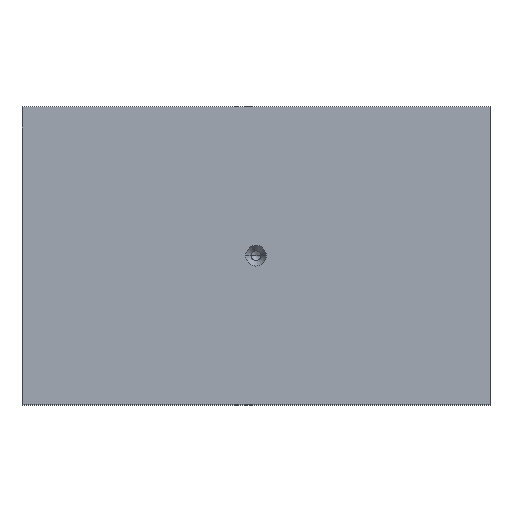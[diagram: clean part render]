
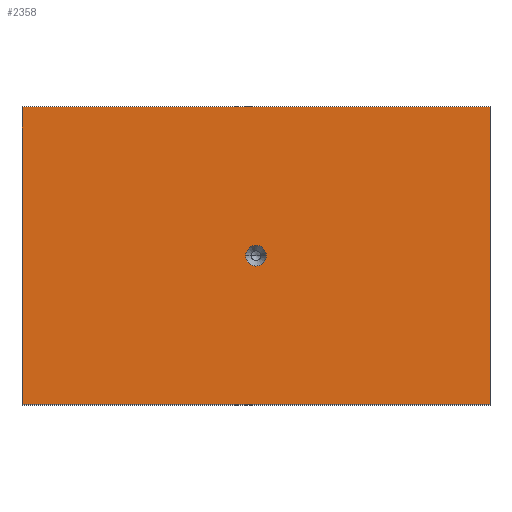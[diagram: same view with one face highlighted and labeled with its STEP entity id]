
A CAD part, top view. The second image highlights one B-rep face of the part: STEP entity #2358.
In plain terms, the highlighted planar face has unit normal (0, 0, 1).
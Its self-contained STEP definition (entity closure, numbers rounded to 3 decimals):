
#6 = CARTESIAN_POINT ( 'NONE',  ( -75.5, -48., 163. ) ) ;
#32 = DIRECTION ( 'NONE',  ( -1., 0., 0. ) ) ;
#72 = VERTEX_POINT ( 'NONE', #2214 ) ;
#161 = EDGE_CURVE ( 'NONE', #298, #72, #2388, .T. ) ;
#196 = CIRCLE ( 'NONE', #602, 3.35 ) ;
#298 = VERTEX_POINT ( 'NONE', #736 ) ;
#299 = EDGE_CURVE ( 'NONE', #3290, #1577, #458, .T. ) ;
#343 = CARTESIAN_POINT ( 'NONE',  ( -75.5, 48., 163. ) ) ;
#446 = EDGE_CURVE ( 'NONE', #3241, #1726, #3065, .T. ) ;
#458 = CIRCLE ( 'NONE', #3381, 3.35 ) ;
#462 = CARTESIAN_POINT ( 'NONE',  ( 3.35, 0., 163. ) ) ;
#476 = DIRECTION ( 'NONE',  ( 0., 0., 1. ) ) ;
#517 = ORIENTED_EDGE ( 'NONE', *, *, #446, .T. ) ;
#581 = VECTOR ( 'NONE', #32, 1000. ) ;
#602 = AXIS2_PLACEMENT_3D ( 'NONE', #1878, #2660, #2101 ) ;
#635 = DIRECTION ( 'NONE',  ( 0., -1., 0. ) ) ;
#677 = CARTESIAN_POINT ( 'NONE',  ( 75.5, -48., 163. ) ) ;
#709 = DIRECTION ( 'NONE',  ( -1., 0., 0. ) ) ;
#736 = CARTESIAN_POINT ( 'NONE',  ( 75.5, 48., 163. ) ) ;
#786 = DIRECTION ( 'NONE',  ( 1., 0., 0. ) ) ;
#849 = EDGE_LOOP ( 'NONE', ( #2526, #2237, #3448, #517 ) ) ;
#1329 = EDGE_CURVE ( 'NONE', #72, #3241, #1974, .T. ) ;
#1457 = FACE_OUTER_BOUND ( 'NONE', #849, .T. ) ;
#1577 = VERTEX_POINT ( 'NONE', #462 ) ;
#1618 = LINE ( 'NONE', #677, #3431 ) ;
#1705 = CARTESIAN_POINT ( 'NONE',  ( -75.5, -48., 163. ) ) ;
#1712 = CARTESIAN_POINT ( 'NONE',  ( 75.5, 48., 163. ) ) ;
#1726 = VERTEX_POINT ( 'NONE', #3186 ) ;
#1753 = VECTOR ( 'NONE', #786, 1000. ) ;
#1878 = CARTESIAN_POINT ( 'NONE',  ( 0., 0., 163. ) ) ;
#1974 = LINE ( 'NONE', #1705, #2299 ) ;
#2004 = PLANE ( 'NONE',  #2640 ) ;
#2101 = DIRECTION ( 'NONE',  ( 1., 0., 0. ) ) ;
#2175 = FACE_BOUND ( 'NONE', #3495, .T. ) ;
#2214 = CARTESIAN_POINT ( 'NONE',  ( -75.5, 48., 163. ) ) ;
#2237 = ORIENTED_EDGE ( 'NONE', *, *, #161, .T. ) ;
#2262 = CARTESIAN_POINT ( 'NONE',  ( -3.35, 0., 163. ) ) ;
#2291 = ORIENTED_EDGE ( 'NONE', *, *, #299, .F. ) ;
#2296 = EDGE_CURVE ( 'NONE', #1726, #298, #1618, .T. ) ;
#2299 = VECTOR ( 'NONE', #635, 1000. ) ;
#2331 = DIRECTION ( 'NONE',  ( 0., 0., -1. ) ) ;
#2353 = DIRECTION ( 'NONE',  ( 1., 0., 0. ) ) ;
#2358 = ADVANCED_FACE ( 'NONE', ( #1457, #2175 ), #2004, .F. ) ;
#2388 = LINE ( 'NONE', #343, #581 ) ;
#2526 = ORIENTED_EDGE ( 'NONE', *, *, #2296, .T. ) ;
#2619 = CARTESIAN_POINT ( 'NONE',  ( 0., 0., 163. ) ) ;
#2640 = AXIS2_PLACEMENT_3D ( 'NONE', #1712, #2331, #709 ) ;
#2660 = DIRECTION ( 'NONE',  ( 0., 0., 1. ) ) ;
#2727 = EDGE_CURVE ( 'NONE', #1577, #3290, #196, .T. ) ;
#2847 = DIRECTION ( 'NONE',  ( 0., 1., 0. ) ) ;
#2985 = CARTESIAN_POINT ( 'NONE',  ( -75.5, -48., 163. ) ) ;
#3065 = LINE ( 'NONE', #6, #1753 ) ;
#3186 = CARTESIAN_POINT ( 'NONE',  ( 75.5, -48., 163. ) ) ;
#3241 = VERTEX_POINT ( 'NONE', #2985 ) ;
#3290 = VERTEX_POINT ( 'NONE', #2262 ) ;
#3381 = AXIS2_PLACEMENT_3D ( 'NONE', #2619, #476, #2353 ) ;
#3431 = VECTOR ( 'NONE', #2847, 1000. ) ;
#3432 = ORIENTED_EDGE ( 'NONE', *, *, #2727, .F. ) ;
#3448 = ORIENTED_EDGE ( 'NONE', *, *, #1329, .T. ) ;
#3495 = EDGE_LOOP ( 'NONE', ( #2291, #3432 ) ) ;
